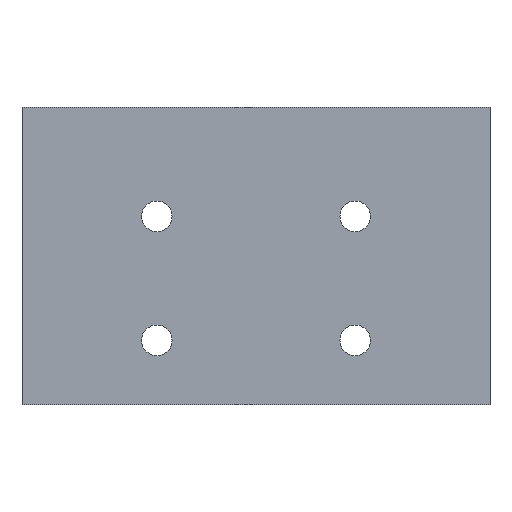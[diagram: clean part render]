
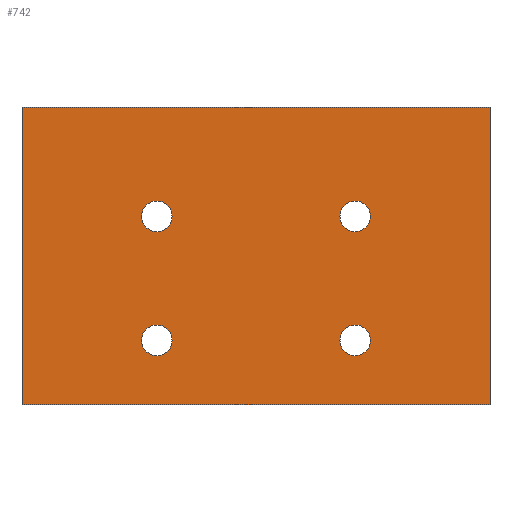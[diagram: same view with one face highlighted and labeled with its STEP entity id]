
A CAD part, front view. The second image highlights one B-rep face of the part: STEP entity #742.
In plain terms, the highlighted planar face has unit normal (0, -1, 0).
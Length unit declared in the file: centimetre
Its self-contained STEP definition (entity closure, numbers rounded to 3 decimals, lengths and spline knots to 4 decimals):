
#23=LINE($,#1070,#95);
#56=LINE($,#1157,#128);
#68=LINE($,#1187,#140);
#71=LINE($,#1194,#143);
#95=VECTOR($,#856,1.);
#128=VECTOR($,#935,1.);
#140=VECTOR($,#959,1.);
#143=VECTOR($,#966,1.);
#173=PLANE($,#801);
#201=FACE_BOUND($,#280,.T.);
#202=FACE_BOUND($,#281,.T.);
#203=FACE_BOUND($,#282,.T.);
#204=FACE_BOUND($,#283,.T.);
#205=FACE_BOUND($,#284,.T.);
#280=EDGE_LOOP($,(#622));
#281=EDGE_LOOP($,(#623));
#282=EDGE_LOOP($,(#624,#625,#626,#627));
#283=EDGE_LOOP($,(#628));
#284=EDGE_LOOP($,(#629));
#308=CIRCLE($,#764,0.185);
#310=CIRCLE($,#767,0.185);
#326=CIRCLE($,#802,0.185);
#327=CIRCLE($,#803,0.185);
#336=VERTEX_POINT($,#1043);
#338=VERTEX_POINT($,#1048);
#347=VERTEX_POINT($,#1067);
#348=VERTEX_POINT($,#1069);
#379=VERTEX_POINT($,#1155);
#391=VERTEX_POINT($,#1186);
#394=VERTEX_POINT($,#1195);
#395=VERTEX_POINT($,#1197);
#408=EDGE_CURVE($,#336,#336,#308,.F.);
#410=EDGE_CURVE($,#338,#338,#310,.F.);
#419=EDGE_CURVE($,#347,#348,#23,.T.);
#462=EDGE_CURVE($,#347,#379,#56,.T.);
#477=EDGE_CURVE($,#348,#391,#68,.T.);
#481=EDGE_CURVE($,#391,#379,#71,.F.);
#482=EDGE_CURVE($,#394,#394,#326,.F.);
#483=EDGE_CURVE($,#395,#395,#327,.F.);
#622=ORIENTED_EDGE($,*,*,#410,.F.);
#623=ORIENTED_EDGE($,*,*,#408,.F.);
#624=ORIENTED_EDGE($,*,*,#462,.T.);
#625=ORIENTED_EDGE($,*,*,#481,.F.);
#626=ORIENTED_EDGE($,*,*,#477,.F.);
#627=ORIENTED_EDGE($,*,*,#419,.F.);
#628=ORIENTED_EDGE($,*,*,#482,.F.);
#629=ORIENTED_EDGE($,*,*,#483,.F.);
#742=ADVANCED_FACE($,(#201,#202,#203,#204,#205),#173,.F.);
#764=AXIS2_PLACEMENT_3D($,#1044,#835,#836);
#767=AXIS2_PLACEMENT_3D($,#1049,#841,#842);
#801=AXIS2_PLACEMENT_3D($,#1193,#964,#965);
#802=AXIS2_PLACEMENT_3D($,#1196,#967,#968);
#803=AXIS2_PLACEMENT_3D($,#1198,#969,#970);
#835=DIRECTION('center_axis',(0.,1.,0.));
#836=DIRECTION('ref_axis',(-1.,0.,0.));
#841=DIRECTION('center_axis',(0.,1.,0.));
#842=DIRECTION('ref_axis',(-1.,0.,0.));
#856=DIRECTION($,(0.,0.,-1.));
#935=DIRECTION($,(-1.,0.,0.));
#959=DIRECTION($,(-1.,0.,0.));
#964=DIRECTION('center_axis',(0.,1.,0.));
#965=DIRECTION('ref_axis',(0.,0.,1.));
#966=DIRECTION($,(0.,0.,-1.));
#967=DIRECTION('center_axis',(0.,1.,0.));
#968=DIRECTION('ref_axis',(-1.,0.,0.));
#969=DIRECTION('center_axis',(0.,1.,0.));
#970=DIRECTION('ref_axis',(-1.,0.,0.));
#1043=CARTESIAN_POINT('',(3.885,-1.705,0.3798));
#1044=CARTESIAN_POINT('Origin',(3.7,-1.705,0.3798));
#1048=CARTESIAN_POINT('',(3.885,-1.705,1.8798));
#1049=CARTESIAN_POINT('Origin',(3.7,-1.705,1.8798));
#1067=CARTESIAN_POINT('',(5.33,-1.705,3.2));
#1069=CARTESIAN_POINT('',(5.33,-1.705,-0.4));
#1070=CARTESIAN_POINT($,(5.33,-1.705,1.5023));
#1155=CARTESIAN_POINT('',(-0.33,-1.705,3.2));
#1157=CARTESIAN_POINT($,(2.4597,-1.705,3.2));
#1186=CARTESIAN_POINT('',(-0.33,-1.705,-0.4));
#1187=CARTESIAN_POINT($,(2.4,-1.705,-0.4));
#1193=CARTESIAN_POINT('Origin',(2.4,-1.705,1.4045));
#1194=CARTESIAN_POINT($,(-0.33,-1.705,1.5023));
#1195=CARTESIAN_POINT('',(1.485,-1.705,0.3798));
#1196=CARTESIAN_POINT('Origin',(1.3,-1.705,0.3798));
#1197=CARTESIAN_POINT('',(1.485,-1.705,1.8798));
#1198=CARTESIAN_POINT('Origin',(1.3,-1.705,1.8798));
